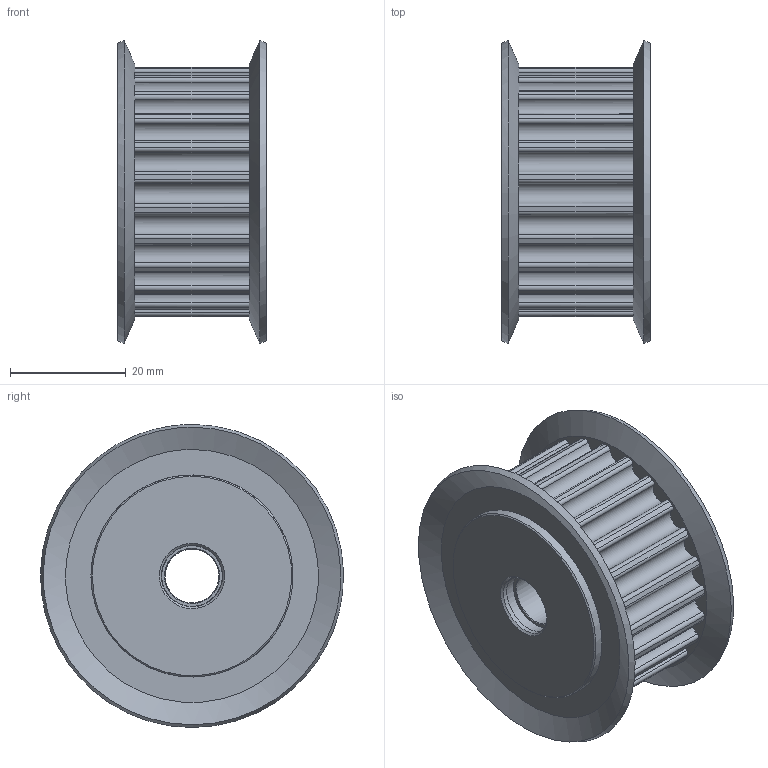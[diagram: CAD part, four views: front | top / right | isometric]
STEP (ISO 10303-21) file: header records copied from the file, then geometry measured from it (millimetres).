
FILE_DESCRIPTION(('FreeCAD Model'),'2;1');
FILE_NAME('Open CASCADE Shape Model','2025-05-09T15:36:34',('FreeCAD'),( 'FreeCAD'),'Open CASCADE STEP processor 7.6','FreeCAD','Unknown');
FILE_SCHEMA(('AUTOMOTIVE_DESIGN { 1 0 10303 214 1 1 1 1 }'));
Length unit declared in the file: millimetre
Products named in the file (1): Open CASCADE STEP translator 7.6 1
Bounding box: 25.59 x 52.33 x 52.34 mm (x, y, z)
Volume: 28219.4 mm3; surface area: 18570.7 mm2
Topology: 8 solids, 8 shells, 241 faces, 568 edges, 351 vertices
Faces by surface type: bspline 241
Entity records: 7738 total; most frequent: CARTESIAN_POINT 4603, ORIENTED_EDGE 1116, EDGE_CURVE 558, VERTEX_POINT 351, FACE_BOUND 275, EDGE_LOOP 275, ADVANCED_FACE 241, B_SPLINE_CURVE_WITH_KNOTS 240
